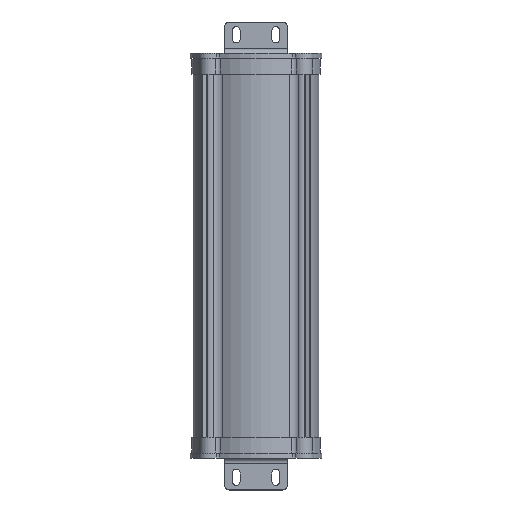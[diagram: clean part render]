
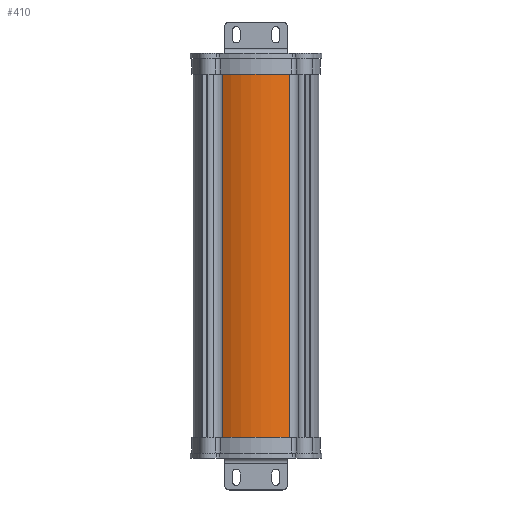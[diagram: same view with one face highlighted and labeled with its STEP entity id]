
A CAD part, top view. The second image highlights one B-rep face of the part: STEP entity #410.
In plain terms, the highlighted cylindrical face has radius 39.75 mm (diameter 79.5 mm), a partial arc.
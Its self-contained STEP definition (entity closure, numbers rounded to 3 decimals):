
#381 = EDGE_CURVE('',#382,#384,#386,.T.);
#382 = VERTEX_POINT('',#383);
#383 = CARTESIAN_POINT('',(21.462,124.,33.458));
#384 = VERTEX_POINT('',#385);
#385 = CARTESIAN_POINT('',(21.462,-124.,33.458));
#386 = LINE('',#387,#388);
#387 = CARTESIAN_POINT('',(21.462,124.,33.458));
#388 = VECTOR('',#389,1.);
#389 = DIRECTION('',(0.,-1.,0.));
#410 = ADVANCED_FACE('',(#411),#438,.T.);
#411 = FACE_BOUND('',#412,.F.);
#412 = EDGE_LOOP('',(#413,#414,#423,#431));
#413 = ORIENTED_EDGE('',*,*,#381,.T.);
#414 = ORIENTED_EDGE('',*,*,#415,.T.);
#415 = EDGE_CURVE('',#384,#416,#418,.T.);
#416 = VERTEX_POINT('',#417);
#417 = CARTESIAN_POINT('',(-21.462,-124.,33.458));
#418 = CIRCLE('',#419,39.75);
#419 = AXIS2_PLACEMENT_3D('',#420,#421,#422);
#420 = CARTESIAN_POINT('',(0.,-124.,0.));
#421 = DIRECTION('',(0.,-1.,0.));
#422 = DIRECTION('',(1.,0.,0.));
#423 = ORIENTED_EDGE('',*,*,#424,.F.);
#424 = EDGE_CURVE('',#425,#416,#427,.T.);
#425 = VERTEX_POINT('',#426);
#426 = CARTESIAN_POINT('',(-21.462,124.,33.458));
#427 = LINE('',#428,#429);
#428 = CARTESIAN_POINT('',(-21.462,124.,33.458));
#429 = VECTOR('',#430,1.);
#430 = DIRECTION('',(0.,-1.,0.));
#431 = ORIENTED_EDGE('',*,*,#432,.F.);
#432 = EDGE_CURVE('',#382,#425,#433,.T.);
#433 = CIRCLE('',#434,39.75);
#434 = AXIS2_PLACEMENT_3D('',#435,#436,#437);
#435 = CARTESIAN_POINT('',(0.,124.,0.));
#436 = DIRECTION('',(0.,-1.,0.));
#437 = DIRECTION('',(1.,0.,0.));
#438 = CYLINDRICAL_SURFACE('',#439,39.75);
#439 = AXIS2_PLACEMENT_3D('',#440,#441,#442);
#440 = CARTESIAN_POINT('',(0.,124.,0.));
#441 = DIRECTION('',(-0.,1.,0.));
#442 = DIRECTION('',(1.,0.,0.));
